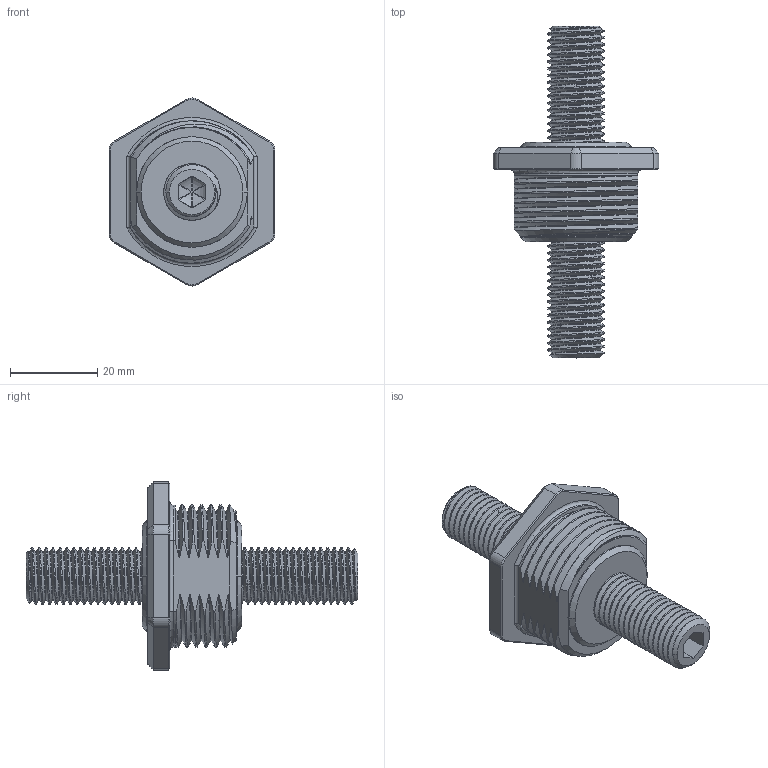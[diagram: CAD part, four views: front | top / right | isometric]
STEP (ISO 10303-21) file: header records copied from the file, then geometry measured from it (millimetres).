
FILE_DESCRIPTION((''),'2;1');
FILE_NAME('SC47-2019A-A008_NCF_ASM','2025-09-16T10:21:48',('20077268'),(''),'CREO PARAMETRIC BY PTC INC, 2024014','CREO PARAMETRIC BY PTC INC, 2024014','');
FILE_SCHEMA(('CONFIG_CONTROL_DESIGN'));
Products named in the file (10): C07-1002_NCF; PC40-2005A-B008_MOLD_NCF; PC40-2005A-B008_NCF_ASM; PC05-2016A-A000_NCF; PC05-2016A-G000_NCF_ASM; PC47-2015A-A008_NCF_ASM; PC47-2017A-F008_NCF_ASM; PC47-2019A-A00X_EPOXY_NCF; PC47-2019A-A008_NCF_ASM; SC47-2019A-A008_NCF_ASM
Assembly tree (10 placements, depth 6):
  SC47-2019A-A008_NCF_ASM
    PC47-2019A-A008_NCF_ASM
      PC47-2017A-F008_NCF_ASM
        PC47-2015A-A008_NCF_ASM
          PC40-2005A-B008_NCF_ASM
            C07-1002_NCF
            PC40-2005A-B008_MOLD_NCF
          PC05-2016A-G000_NCF_ASM  x2
            PC05-2016A-A000_NCF
      PC47-2019A-A00X_EPOXY_NCF
Bounding box: 38.1 x 76.2 x 43.21 mm (x, y, z)
Volume: 24174 mm3; surface area: 17292.7 mm2
Topology: 5 solids, 5 shells, 625 faces, 1731 edges, 1114 vertices
Faces by surface type: plane 286, cylinder 169, bspline 116, cone 50, torus 4
Entity records: 43563 total; most frequent: CARTESIAN_POINT 31580, ORIENTED_EDGE 2968, DIRECTION 1666, EDGE_CURVE 1484, VERTEX_POINT 959, B_SPLINE_CURVE_WITH_KNOTS 875, AXIS2_PLACEMENT_3D 581, EDGE_LOOP 541
